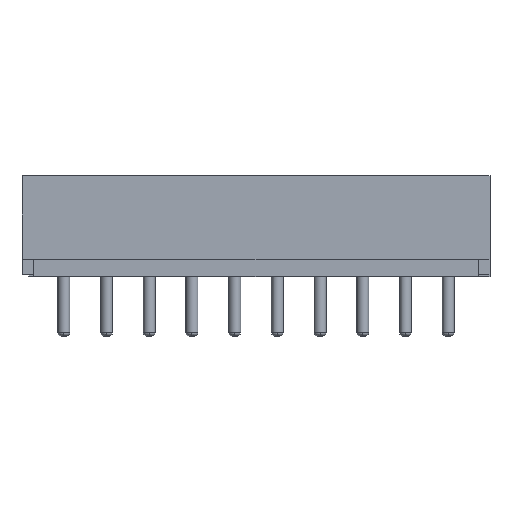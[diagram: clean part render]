
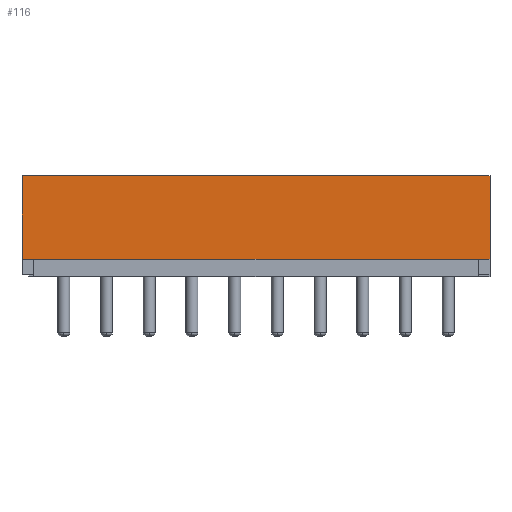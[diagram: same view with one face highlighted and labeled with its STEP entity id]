
A CAD part, top view. The second image highlights one B-rep face of the part: STEP entity #116.
In plain terms, the highlighted planar face has unit normal (0, 0, 1).
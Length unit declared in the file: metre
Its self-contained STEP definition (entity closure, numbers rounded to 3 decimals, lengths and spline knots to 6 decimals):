
#116 = ADVANCED_FACE( '', ( #371 ), #372, .T. );
#371 = FACE_OUTER_BOUND( '', #1443, .T. );
#372 = PLANE( '', #1444 );
#1443 = EDGE_LOOP( '', ( #2782, #2783, #2784, #2785 ) );
#1444 = AXIS2_PLACEMENT_3D( '', #2786, #2787, #2788 );
#2782 = ORIENTED_EDGE( '', *, *, #3561, .T. );
#2783 = ORIENTED_EDGE( '', *, *, #3579, .F. );
#2784 = ORIENTED_EDGE( '', *, *, #3585, .F. );
#2785 = ORIENTED_EDGE( '', *, *, #3607, .T. );
#2786 = CARTESIAN_POINT( '', ( -0.0137, -0.00295, 0.00247 ) );
#2787 = DIRECTION( '', ( 0., 0., 1. ) );
#2788 = DIRECTION( '', ( 1., 0., 0. ) );
#3561 = EDGE_CURVE( '', #4093, #4090, #4094, .T. );
#3579 = EDGE_CURVE( '', #4120, #4090, #4122, .T. );
#3585 = EDGE_CURVE( '', #4130, #4120, #4132, .T. );
#3607 = EDGE_CURVE( '', #4130, #4093, #4164, .T. );
#4090 = VERTEX_POINT( '', #4805 );
#4093 = VERTEX_POINT( '', #4809 );
#4094 = LINE( '', #4810, #4811 );
#4120 = VERTEX_POINT( '', #4847 );
#4122 = LINE( '', #4850, #4851 );
#4130 = VERTEX_POINT( '', #4863 );
#4132 = LINE( '', #4866, #4867 );
#4164 = LINE( '', #4909, #4910 );
#4805 = CARTESIAN_POINT( '', ( 0.0137, 0.00295, 0.00247 ) );
#4809 = CARTESIAN_POINT( '', ( 0.0137, -0.00195, 0.00247 ) );
#4810 = CARTESIAN_POINT( '', ( 0.0137, -0.00195, 0.00247 ) );
#4811 = VECTOR( '', #5447, 1. );
#4847 = CARTESIAN_POINT( '', ( -0.0137, 0.00295, 0.00247 ) );
#4850 = CARTESIAN_POINT( '', ( -0.0137, 0.00295, 0.00247 ) );
#4851 = VECTOR( '', #5477, 1. );
#4863 = CARTESIAN_POINT( '', ( -0.0137, -0.00195, 0.00247 ) );
#4866 = CARTESIAN_POINT( '', ( -0.0137, -0.00195, 0.00247 ) );
#4867 = VECTOR( '', #5483, 1. );
#4909 = CARTESIAN_POINT( '', ( -0.0137, -0.00195, 0.00247 ) );
#4910 = VECTOR( '', #5527, 1. );
#5447 = DIRECTION( '', ( 0., 1., 0. ) );
#5477 = DIRECTION( '', ( 1., 0., 0. ) );
#5483 = DIRECTION( '', ( 0., 1., 0. ) );
#5527 = DIRECTION( '', ( 1., 0., 0. ) );
